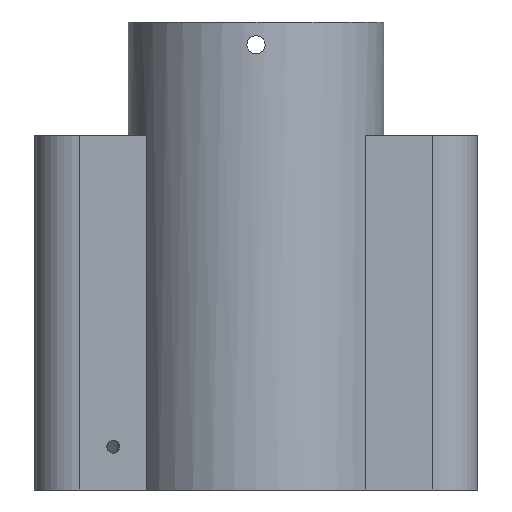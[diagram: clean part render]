
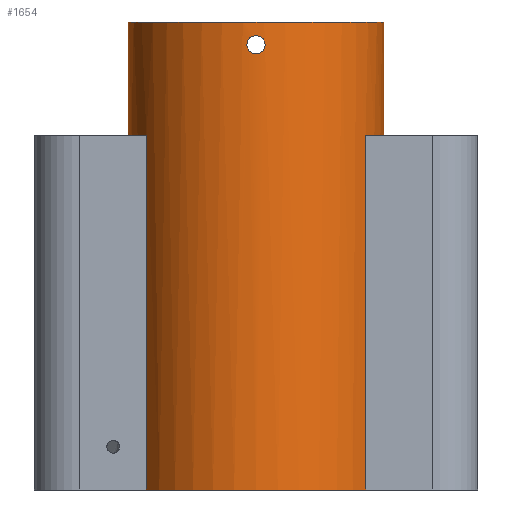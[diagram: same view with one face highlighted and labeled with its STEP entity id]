
A CAD part, front view. The second image highlights one B-rep face of the part: STEP entity #1654.
In plain terms, the highlighted cylindrical face has radius 28.15 mm (diameter 56.3 mm), a full revolution.
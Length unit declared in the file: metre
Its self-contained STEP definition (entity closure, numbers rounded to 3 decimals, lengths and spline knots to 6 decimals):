
#65=LINE('',#2669,#199);
#66=LINE('',#2671,#200);
#67=LINE('',#2675,#201);
#68=LINE('',#2676,#202);
#199=VECTOR('',#2076,1.);
#200=VECTOR('',#2077,1.);
#201=VECTOR('',#2080,1.);
#202=VECTOR('',#2081,1.);
#342=B_SPLINE_CURVE_WITH_KNOTS('',3,(#2643,#2644,#2645,#2646,#2647,#2648,
#2649,#2650,#2651,#2652,#2653),.UNSPECIFIED.,.T.,.F.,(1,1,1,1,1,1,1,1,1,
1,1,1,1,1,1),(-0.004691,-0.003127,-0.001564,
0.,0.001564,0.003127,0.004691,
0.006254,0.007818,0.009381,0.010945,
0.012508,0.014072,0.015635,0.017199),
 .UNSPECIFIED.);
#343=B_SPLINE_CURVE_WITH_KNOTS('',3,(#2655,#2656,#2657,#2658,#2659,#2660,
#2661,#2662,#2663,#2664,#2665),.UNSPECIFIED.,.T.,.F.,(1,1,1,1,1,1,1,1,1,
1,1,1,1,1,1),(-0.004691,-0.003127,-0.001564,
0.,0.001564,0.003127,0.004691,
0.006254,0.007818,0.009381,0.010945,
0.012508,0.014072,0.015635,0.017199),
 .UNSPECIFIED.);
#446=ORIENTED_EDGE('',*,*,#907,.T.);
#447=ORIENTED_EDGE('',*,*,#908,.T.);
#448=ORIENTED_EDGE('',*,*,#909,.F.);
#449=ORIENTED_EDGE('',*,*,#910,.F.);
#450=ORIENTED_EDGE('',*,*,#834,.T.);
#451=ORIENTED_EDGE('',*,*,#911,.T.);
#452=ORIENTED_EDGE('',*,*,#912,.T.);
#453=ORIENTED_EDGE('',*,*,#913,.F.);
#454=ORIENTED_EDGE('',*,*,#840,.T.);
#455=ORIENTED_EDGE('',*,*,#914,.T.);
#456=ORIENTED_EDGE('',*,*,#915,.T.);
#834=EDGE_CURVE('',#1069,#1068,#1227,.T.);
#840=EDGE_CURVE('',#1075,#1074,#1230,.T.);
#907=EDGE_CURVE('',#1139,#1139,#342,.T.);
#908=EDGE_CURVE('',#1140,#1140,#343,.T.);
#909=EDGE_CURVE('',#1141,#1141,#1263,.T.);
#910=EDGE_CURVE('',#1069,#1142,#65,.T.);
#911=EDGE_CURVE('',#1068,#1143,#66,.T.);
#912=EDGE_CURVE('',#1143,#1144,#1264,.T.);
#913=EDGE_CURVE('',#1075,#1144,#67,.T.);
#914=EDGE_CURVE('',#1074,#1145,#68,.T.);
#915=EDGE_CURVE('',#1145,#1142,#1265,.T.);
#1068=VERTEX_POINT('',#2480);
#1069=VERTEX_POINT('',#2482);
#1074=VERTEX_POINT('',#2492);
#1075=VERTEX_POINT('',#2494);
#1139=VERTEX_POINT('',#2654);
#1140=VERTEX_POINT('',#2666);
#1141=VERTEX_POINT('',#2668);
#1142=VERTEX_POINT('',#2670);
#1143=VERTEX_POINT('',#2672);
#1144=VERTEX_POINT('',#2674);
#1145=VERTEX_POINT('',#2677);
#1227=CIRCLE('',#1757,0.02815);
#1230=CIRCLE('',#1760,0.02815);
#1263=CIRCLE('',#1803,0.02815);
#1264=CIRCLE('',#1804,0.02815);
#1265=CIRCLE('',#1805,0.02815);
#1331=EDGE_LOOP('',(#446));
#1332=EDGE_LOOP('',(#447));
#1333=EDGE_LOOP('',(#448));
#1334=EDGE_LOOP('',(#449,#450,#451,#452,#453,#454,#455,#456));
#1485=FACE_BOUND('',#1331,.T.);
#1486=FACE_BOUND('',#1332,.T.);
#1487=FACE_BOUND('',#1333,.T.);
#1488=FACE_BOUND('',#1334,.T.);
#1615=CYLINDRICAL_SURFACE('',#1802,0.02815);
#1654=ADVANCED_FACE('',(#1485,#1486,#1487,#1488),#1615,.T.);
#1757=AXIS2_PLACEMENT_3D('',#2481,#1950,#1951);
#1760=AXIS2_PLACEMENT_3D('',#2493,#1959,#1960);
#1802=AXIS2_PLACEMENT_3D('',#2642,#2072,#2073);
#1803=AXIS2_PLACEMENT_3D('',#2667,#2074,#2075);
#1804=AXIS2_PLACEMENT_3D('',#2673,#2078,#2079);
#1805=AXIS2_PLACEMENT_3D('',#2678,#2082,#2083);
#1950=DIRECTION('',(0.,0.,1.));
#1951=DIRECTION('',(1.,0.,0.));
#1959=DIRECTION('',(0.,0.,1.));
#1960=DIRECTION('',(1.,0.,0.));
#2072=DIRECTION('',(0.,0.,-1.));
#2073=DIRECTION('',(-1.,0.,0.));
#2074=DIRECTION('',(0.,0.,1.));
#2075=DIRECTION('',(1.,0.,0.));
#2076=DIRECTION('',(0.,0.,1.));
#2077=DIRECTION('',(0.,0.,1.));
#2078=DIRECTION('',(0.,0.,1.));
#2079=DIRECTION('',(1.,0.,0.));
#2080=DIRECTION('',(0.,0.,1.));
#2081=DIRECTION('',(0.,0.,1.));
#2082=DIRECTION('',(0.,0.,1.));
#2083=DIRECTION('',(-1.,0.,0.));
#2480=CARTESIAN_POINT('',(-0.024109,0.014532,0.036));
#2481=CARTESIAN_POINT('',(0.,0.,0.036));
#2482=CARTESIAN_POINT('',(0.024109,0.014532,0.036));
#2492=CARTESIAN_POINT('',(0.024109,-0.014532,0.036));
#2493=CARTESIAN_POINT('',(0.,0.,0.036));
#2494=CARTESIAN_POINT('',(-0.024109,-0.014532,0.036));
#2642=CARTESIAN_POINT('',(0.,0.,0.042));
#2643=CARTESIAN_POINT('',(-0.001569,0.028114,0.132434));
#2644=CARTESIAN_POINT('',(0.,0.028168,0.131783));
#2645=CARTESIAN_POINT('',(0.001567,0.028114,0.132434));
#2646=CARTESIAN_POINT('',(0.002216,0.028061,0.133998));
#2647=CARTESIAN_POINT('',(0.001568,0.028114,0.135567));
#2648=CARTESIAN_POINT('',(0.,0.028168,0.136216));
#2649=CARTESIAN_POINT('',(-0.001565,0.028115,0.135569));
#2650=CARTESIAN_POINT('',(-0.002216,0.028061,0.134002));
#2651=CARTESIAN_POINT('',(-0.001569,0.028114,0.132434));
#2652=CARTESIAN_POINT('',(0.,0.028168,0.131783));
#2653=CARTESIAN_POINT('',(0.001567,0.028114,0.132434));
#2654=CARTESIAN_POINT('',(0.,0.02815,0.132));
#2655=CARTESIAN_POINT('',(0.001569,-0.028114,0.132434));
#2656=CARTESIAN_POINT('',(0.,-0.028168,0.131783));
#2657=CARTESIAN_POINT('',(-0.001567,-0.028114,0.132434));
#2658=CARTESIAN_POINT('',(-0.002216,-0.028061,0.133998));
#2659=CARTESIAN_POINT('',(-0.001568,-0.028114,0.135567));
#2660=CARTESIAN_POINT('',(0.,-0.028168,0.136216));
#2661=CARTESIAN_POINT('',(0.001565,-0.028115,0.135569));
#2662=CARTESIAN_POINT('',(0.002216,-0.028061,0.134002));
#2663=CARTESIAN_POINT('',(0.001569,-0.028114,0.132434));
#2664=CARTESIAN_POINT('',(0.,-0.028168,0.131783));
#2665=CARTESIAN_POINT('',(-0.001567,-0.028114,0.132434));
#2666=CARTESIAN_POINT('',(0.,-0.02815,0.132));
#2667=CARTESIAN_POINT('',(0.,0.,0.139));
#2668=CARTESIAN_POINT('',(0.02815,0.,0.139));
#2669=CARTESIAN_POINT('',(0.024109,0.014532,0.035998));
#2670=CARTESIAN_POINT('',(0.024109,0.014532,0.114));
#2671=CARTESIAN_POINT('',(-0.024109,0.014532,0.035998));
#2672=CARTESIAN_POINT('',(-0.024109,0.014532,0.114));
#2673=CARTESIAN_POINT('',(0.,0.,0.114));
#2674=CARTESIAN_POINT('',(-0.024109,-0.014532,0.114));
#2675=CARTESIAN_POINT('',(-0.024109,-0.014532,0.035998));
#2676=CARTESIAN_POINT('',(0.024109,-0.014532,0.035998));
#2677=CARTESIAN_POINT('',(0.024109,-0.014532,0.114));
#2678=CARTESIAN_POINT('',(0.,0.,0.114));
